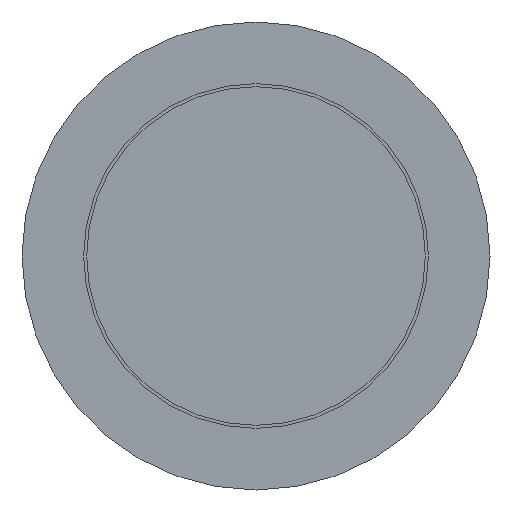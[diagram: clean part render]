
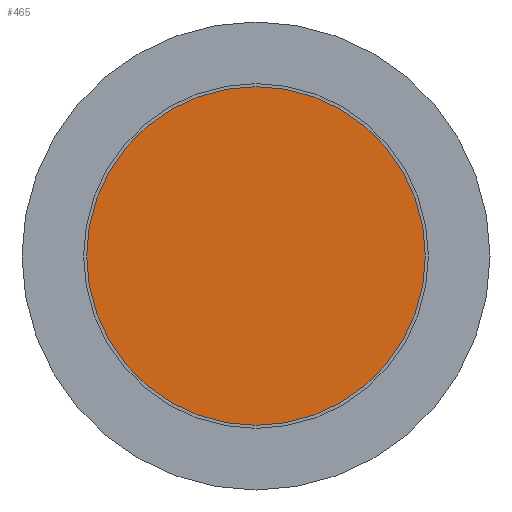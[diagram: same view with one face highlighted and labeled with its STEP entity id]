
A CAD part, front view. The second image highlights one B-rep face of the part: STEP entity #465.
In plain terms, the highlighted planar face has unit normal (0, -1, 0).
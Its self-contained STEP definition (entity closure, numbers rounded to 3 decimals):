
#9 = CARTESIAN_POINT ( 'NONE',  ( -13.75, 0., 0. ) ) ;
#48 = PLANE ( 'NONE',  #69 ) ;
#61 = DIRECTION ( 'NONE',  ( 0., 0., -1. ) ) ;
#65 = AXIS2_PLACEMENT_3D ( 'NONE', #441, #353, #61 ) ;
#69 = AXIS2_PLACEMENT_3D ( 'NONE', #9, #388, #544 ) ;
#176 = EDGE_CURVE ( 'NONE', #402, #402, #550, .T. ) ;
#204 = EDGE_LOOP ( 'NONE', ( #334 ) ) ;
#265 = CARTESIAN_POINT ( 'NONE',  ( 0., 0., -13.75 ) ) ;
#295 = FACE_OUTER_BOUND ( 'NONE', #204, .T. ) ;
#334 = ORIENTED_EDGE ( 'NONE', *, *, #176, .T. ) ;
#353 = DIRECTION ( 'NONE',  ( 0., -1., 0. ) ) ;
#388 = DIRECTION ( 'NONE',  ( 0., 1., 0. ) ) ;
#402 = VERTEX_POINT ( 'NONE', #265 ) ;
#441 = CARTESIAN_POINT ( 'NONE',  ( 0., 0., 0. ) ) ;
#465 = ADVANCED_FACE ( 'NONE', ( #295 ), #48, .F. ) ;
#544 = DIRECTION ( 'NONE',  ( 0., 0., 1. ) ) ;
#550 = CIRCLE ( 'NONE', #65, 13.75 ) ;
